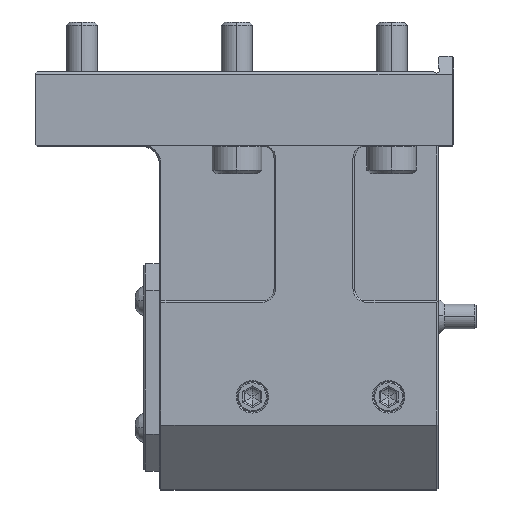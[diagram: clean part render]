
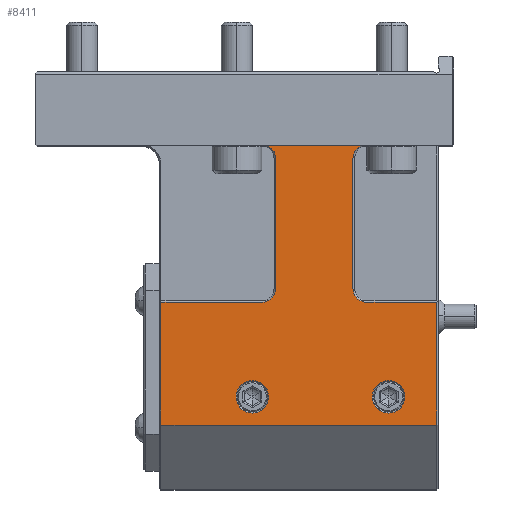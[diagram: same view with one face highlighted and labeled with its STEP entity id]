
A CAD part, top view. The second image highlights one B-rep face of the part: STEP entity #8411.
In plain terms, the highlighted planar face has unit normal (0, 0, 1).
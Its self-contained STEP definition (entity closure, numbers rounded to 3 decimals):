
#1112=DIRECTION('',(-1.,0.,0.));
#1113=VECTOR('',#1112,32.5);
#1114=CARTESIAN_POINT('',(73.,-79.5,37.5));
#1115=LINE('',#1114,#1113);
#1116=CARTESIAN_POINT('',(73.,-75.,37.5));
#1117=DIRECTION('',(0.,0.,-1.));
#1118=DIRECTION('',(1.,0.,0.));
#1119=AXIS2_PLACEMENT_3D('',#1116,#1117,#1118);
#1121=DIRECTION('',(0.,-1.,0.));
#1122=VECTOR('',#1121,42.);
#1123=CARTESIAN_POINT('',(77.5,-33.,37.5));
#1124=LINE('',#1123,#1122);
#1125=CARTESIAN_POINT('',(73.,-33.,37.5));
#1126=DIRECTION('',(0.,0.,-1.));
#1127=DIRECTION('',(0.458,0.889,0.));
#1128=AXIS2_PLACEMENT_3D('',#1125,#1126,#1127);
#1130=DIRECTION('',(1.,0.,0.));
#1131=VECTOR('',#1130,29.877);
#1132=CARTESIAN_POINT('',(75.062,-29.,37.5));
#1133=LINE('',#1132,#1131);
#1134=CARTESIAN_POINT('',(107.,-33.,37.5));
#1135=DIRECTION('',(0.,0.,-1.));
#1136=DIRECTION('',(-1.,0.,0.));
#1137=AXIS2_PLACEMENT_3D('',#1134,#1135,#1136);
#1139=DIRECTION('',(0.,1.,0.));
#1140=VECTOR('',#1139,42.);
#1141=CARTESIAN_POINT('',(102.5,-75.,37.5));
#1142=LINE('',#1141,#1140);
#1143=CARTESIAN_POINT('',(107.,-75.,37.5));
#1144=DIRECTION('',(0.,0.,-1.));
#1145=DIRECTION('',(0.,-1.,0.));
#1146=AXIS2_PLACEMENT_3D('',#1143,#1144,#1145);
#1148=DIRECTION('',(-1.,0.,0.));
#1149=VECTOR('',#1148,22.5);
#1150=CARTESIAN_POINT('',(129.5,-79.5,37.5));
#1151=LINE('',#1150,#1149);
#1152=DIRECTION('',(0.,-1.,0.));
#1153=VECTOR('',#1152,39.644);
#1154=CARTESIAN_POINT('',(129.5,-79.5,37.5));
#1155=LINE('',#1154,#1153);
#1156=DIRECTION('',(0.,1.,0.));
#1157=VECTOR('',#1156,39.644);
#1158=CARTESIAN_POINT('',(40.5,-119.144,37.5));
#1159=LINE('',#1158,#1157);
#1160=CARTESIAN_POINT('',(114.,-110.,37.5));
#1161=DIRECTION('',(0.,0.,1.));
#1162=DIRECTION('',(1.,0.,0.));
#1163=AXIS2_PLACEMENT_3D('',#1160,#1161,#1162);
#1165=CARTESIAN_POINT('',(114.,-110.,37.5));
#1166=DIRECTION('',(0.,0.,1.));
#1167=DIRECTION('',(-1.,0.,0.));
#1168=AXIS2_PLACEMENT_3D('',#1165,#1166,#1167);
#1170=CARTESIAN_POINT('',(70.,-110.,37.5));
#1171=DIRECTION('',(0.,0.,1.));
#1172=DIRECTION('',(1.,0.,0.));
#1173=AXIS2_PLACEMENT_3D('',#1170,#1171,#1172);
#1175=CARTESIAN_POINT('',(70.,-110.,37.5));
#1176=DIRECTION('',(0.,0.,1.));
#1177=DIRECTION('',(-1.,0.,0.));
#1178=AXIS2_PLACEMENT_3D('',#1175,#1176,#1177);
#1204=DIRECTION('',(1.,0.,0.));
#1205=VECTOR('',#1204,89.);
#1206=CARTESIAN_POINT('',(40.5,-119.144,37.5));
#1207=LINE('',#1206,#1205);
#5964=CARTESIAN_POINT('',(119.25,-110.,37.5));
#5965=CARTESIAN_POINT('',(108.75,-110.,37.5));
#5966=VERTEX_POINT('',#5964);
#5967=VERTEX_POINT('',#5965);
#5976=CARTESIAN_POINT('',(75.25,-110.,37.5));
#5977=CARTESIAN_POINT('',(64.75,-110.,37.5));
#5978=VERTEX_POINT('',#5976);
#5979=VERTEX_POINT('',#5977);
#6016=CARTESIAN_POINT('',(40.5,-119.144,37.5));
#6017=VERTEX_POINT('',#6016);
#6022=CARTESIAN_POINT('',(129.5,-119.144,37.5));
#6023=VERTEX_POINT('',#6022);
#6162=CARTESIAN_POINT('',(40.5,-79.5,37.5));
#6164=VERTEX_POINT('',#6162);
#6168=CARTESIAN_POINT('',(73.,-79.5,37.5));
#6169=VERTEX_POINT('',#6168);
#6170=CARTESIAN_POINT('',(77.5,-75.,37.5));
#6171=VERTEX_POINT('',#6170);
#6174=CARTESIAN_POINT('',(77.5,-33.,37.5));
#6175=VERTEX_POINT('',#6174);
#6178=CARTESIAN_POINT('',(75.062,-29.,37.5));
#6179=VERTEX_POINT('',#6178);
#6186=CARTESIAN_POINT('',(102.5,-33.,37.5));
#6187=CARTESIAN_POINT('',(104.938,-29.,37.5));
#6188=VERTEX_POINT('',#6186);
#6189=VERTEX_POINT('',#6187);
#6190=CARTESIAN_POINT('',(102.5,-75.,37.5));
#6191=VERTEX_POINT('',#6190);
#6194=CARTESIAN_POINT('',(107.,-79.5,37.5));
#6195=VERTEX_POINT('',#6194);
#6198=CARTESIAN_POINT('',(129.5,-79.5,37.5));
#6199=VERTEX_POINT('',#6198);
#8370=CARTESIAN_POINT('',(135.,-140.,37.5));
#8371=DIRECTION('',(0.,0.,-1.));
#8372=DIRECTION('',(0.,1.,0.));
#8373=AXIS2_PLACEMENT_3D('',#8370,#8371,#8372);
#8374=PLANE('',#8373);
#8376=ORIENTED_EDGE('',*,*,#8375,.F.);
#8378=ORIENTED_EDGE('',*,*,#8377,.F.);
#8380=ORIENTED_EDGE('',*,*,#8379,.F.);
#8381=ORIENTED_EDGE('',*,*,#8361,.F.);
#8382=ORIENTED_EDGE('',*,*,#8043,.T.);
#8384=ORIENTED_EDGE('',*,*,#8383,.F.);
#8386=ORIENTED_EDGE('',*,*,#8385,.F.);
#8388=ORIENTED_EDGE('',*,*,#8387,.F.);
#8390=ORIENTED_EDGE('',*,*,#8389,.F.);
#8392=ORIENTED_EDGE('',*,*,#8391,.T.);
#8394=ORIENTED_EDGE('',*,*,#8393,.F.);
#8396=ORIENTED_EDGE('',*,*,#8395,.T.);
#8397=EDGE_LOOP('',(#8376,#8378,#8380,#8381,#8382,#8384,#8386,#8388,#8390,#8392,
#8394,#8396));
#8398=FACE_OUTER_BOUND('',#8397,.F.);
#8400=ORIENTED_EDGE('',*,*,#8399,.T.);
#8402=ORIENTED_EDGE('',*,*,#8401,.T.);
#8403=EDGE_LOOP('',(#8400,#8402));
#8404=FACE_BOUND('',#8403,.F.);
#8406=ORIENTED_EDGE('',*,*,#8405,.T.);
#8408=ORIENTED_EDGE('',*,*,#8407,.T.);
#8409=EDGE_LOOP('',(#8406,#8408));
#8410=FACE_BOUND('',#8409,.F.);
#1120=CIRCLE('',#1119,4.5);
#1129=CIRCLE('',#1128,4.5);
#1138=CIRCLE('',#1137,4.5);
#1147=CIRCLE('',#1146,4.5);
#1164=CIRCLE('',#1163,5.25);
#1169=CIRCLE('',#1168,5.25);
#1174=CIRCLE('',#1173,5.25);
#1179=CIRCLE('',#1178,5.25);
#8043=EDGE_CURVE('',#6179,#6189,#1133,.T.);
#8361=EDGE_CURVE('',#6179,#6175,#1129,.T.);
#8375=EDGE_CURVE('',#6169,#6164,#1115,.T.);
#8377=EDGE_CURVE('',#6171,#6169,#1120,.T.);
#8379=EDGE_CURVE('',#6175,#6171,#1124,.T.);
#8383=EDGE_CURVE('',#6188,#6189,#1138,.T.);
#8385=EDGE_CURVE('',#6191,#6188,#1142,.T.);
#8387=EDGE_CURVE('',#6195,#6191,#1147,.T.);
#8389=EDGE_CURVE('',#6199,#6195,#1151,.T.);
#8391=EDGE_CURVE('',#6199,#6023,#1155,.T.);
#8393=EDGE_CURVE('',#6017,#6023,#1207,.T.);
#8395=EDGE_CURVE('',#6017,#6164,#1159,.T.);
#8399=EDGE_CURVE('',#5966,#5967,#1164,.T.);
#8401=EDGE_CURVE('',#5967,#5966,#1169,.T.);
#8405=EDGE_CURVE('',#5978,#5979,#1174,.T.);
#8407=EDGE_CURVE('',#5979,#5978,#1179,.T.);
#8411=ADVANCED_FACE('',(#8398,#8404,#8410),#8374,.F.);
